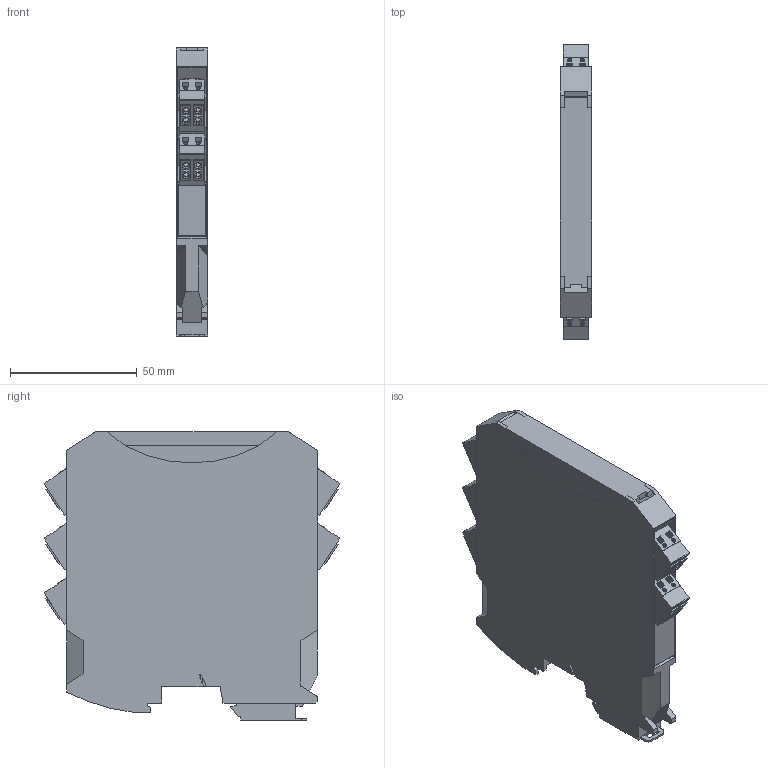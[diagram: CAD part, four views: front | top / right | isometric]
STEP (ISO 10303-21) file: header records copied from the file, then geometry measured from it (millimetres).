
FILE_DESCRIPTION(('Creo Elements/Direct Modeling STEP Export'),'2;1');
FILE_NAME('model.stp','2019-04-09T 2:24:05',(''),(''),'Creo Elements/Direct Modeling STEP processor for AP214 (Solid Model)','Creo Elements/Direct Modeling 20.1A 29-Sep-2018 (C) Parametric Technology GmbH','');
FILE_SCHEMA(('AUTOMOTIVE_DESIGN { 1 0 10303 214 1 1 1 1 }'));
Length unit declared in the file: millimetre
Products named in the file (4): MAXC_12.5-GY-SOCKEL-select; ME_MAX_B-12.5_GY7042-select; TVFKC_1.5_2-ST_GY7035-select.2; MACX_MCR_12.5_152_1-select
Assembly tree (7 placements, depth 2):
  MACX_MCR_12.5_152_1-select
    TVFKC_1.5_2-ST_GY7035-select.2  x5
    ME_MAX_B-12.5_GY7042-select
    MAXC_12.5-GY-SOCKEL-select
Bounding box: 12.6 x 116.63 x 113.7 mm (x, y, z)
Volume: 129363.8 mm3; surface area: 43272.4 mm2
Topology: 7 solids, 7 shells, 1208 faces, 2991 edges, 1920 vertices
Faces by surface type: plane 920, cylinder 198, cone 80, extrusion 10
Entity records: 21147 total; most frequent: ORIENTED_EDGE 2990, CARTESIAN_POINT 2929, DIRECTION 2508, EDGE_CURVE 1495, VECTOR 1260, LINE 1258, VERTEX_POINT 984, AXIS2_PLACEMENT_3D 624
